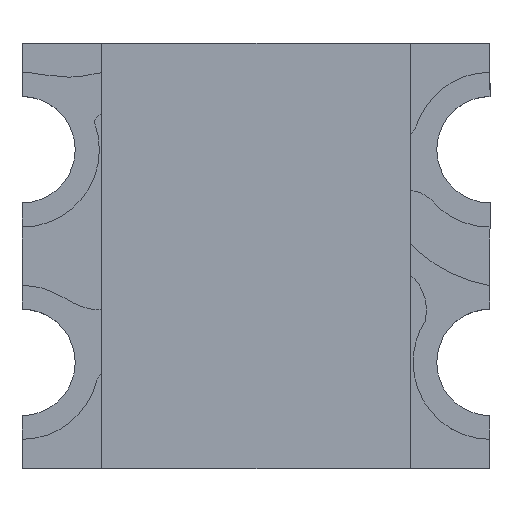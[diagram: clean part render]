
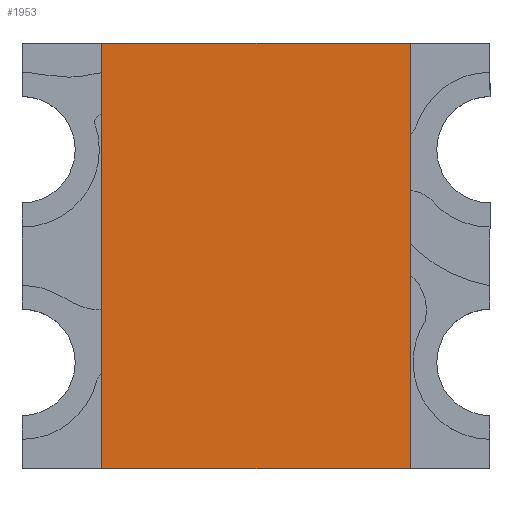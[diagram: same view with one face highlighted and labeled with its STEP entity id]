
A CAD part, top view. The second image highlights one B-rep face of the part: STEP entity #1953.
In plain terms, the highlighted planar face has unit normal (0, 0, 1).
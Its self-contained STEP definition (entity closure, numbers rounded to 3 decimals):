
#124 = DIRECTION ( 'NONE',  ( -1., 0., 0. ) ) ;
#196 = FACE_OUTER_BOUND ( 'NONE', #2847, .T. ) ;
#204 = DIRECTION ( 'NONE',  ( 0., -1., 0. ) ) ;
#421 = DIRECTION ( 'NONE',  ( 0., 1., 0. ) ) ;
#858 = EDGE_CURVE ( 'NONE', #3390, #4167, #2743, .T. ) ;
#1142 = CARTESIAN_POINT ( 'NONE',  ( -0.725, -1., 0.84 ) ) ;
#1267 = VECTOR ( 'NONE', #421, 1000. ) ;
#1447 = AXIS2_PLACEMENT_3D ( 'NONE', #2778, #3641, #5386 ) ;
#1587 = VECTOR ( 'NONE', #124, 1000. ) ;
#1782 = EDGE_CURVE ( 'NONE', #3590, #3390, #4504, .T. ) ;
#1953 = ADVANCED_FACE ( 'NONE', ( #196 ), #2415, .T. ) ;
#2091 = EDGE_CURVE ( 'NONE', #4167, #3188, #2934, .T. ) ;
#2415 = PLANE ( 'NONE',  #1447 ) ;
#2666 = ORIENTED_EDGE ( 'NONE', *, *, #4974, .T. ) ;
#2713 = CARTESIAN_POINT ( 'NONE',  ( 0.725, -1., 0.84 ) ) ;
#2743 = LINE ( 'NONE', #2713, #4409 ) ;
#2778 = CARTESIAN_POINT ( 'NONE',  ( 0., 0., 0.84 ) ) ;
#2847 = EDGE_LOOP ( 'NONE', ( #5519, #4223, #3266, #2666 ) ) ;
#2904 = CARTESIAN_POINT ( 'NONE',  ( -0.725, 1., 0.84 ) ) ;
#2934 = LINE ( 'NONE', #3366, #1267 ) ;
#3188 = VERTEX_POINT ( 'NONE', #3942 ) ;
#3266 = ORIENTED_EDGE ( 'NONE', *, *, #2091, .T. ) ;
#3366 = CARTESIAN_POINT ( 'NONE',  ( 0.725, -1., 0.84 ) ) ;
#3390 = VERTEX_POINT ( 'NONE', #1142 ) ;
#3590 = VERTEX_POINT ( 'NONE', #2904 ) ;
#3641 = DIRECTION ( 'NONE',  ( 0., 0., 1. ) ) ;
#3706 = DIRECTION ( 'NONE',  ( 1., 0., 0. ) ) ;
#3942 = CARTESIAN_POINT ( 'NONE',  ( 0.725, 1., 0.84 ) ) ;
#4025 = LINE ( 'NONE', #4429, #1587 ) ;
#4073 = CARTESIAN_POINT ( 'NONE',  ( -0.725, -1., 0.84 ) ) ;
#4167 = VERTEX_POINT ( 'NONE', #5286 ) ;
#4223 = ORIENTED_EDGE ( 'NONE', *, *, #858, .T. ) ;
#4409 = VECTOR ( 'NONE', #3706, 1000. ) ;
#4429 = CARTESIAN_POINT ( 'NONE',  ( 0.725, 1., 0.84 ) ) ;
#4504 = LINE ( 'NONE', #4073, #5502 ) ;
#4974 = EDGE_CURVE ( 'NONE', #3188, #3590, #4025, .T. ) ;
#5286 = CARTESIAN_POINT ( 'NONE',  ( 0.725, -1., 0.84 ) ) ;
#5386 = DIRECTION ( 'NONE',  ( 1., 0., 0. ) ) ;
#5502 = VECTOR ( 'NONE', #204, 1000. ) ;
#5519 = ORIENTED_EDGE ( 'NONE', *, *, #1782, .T. ) ;
